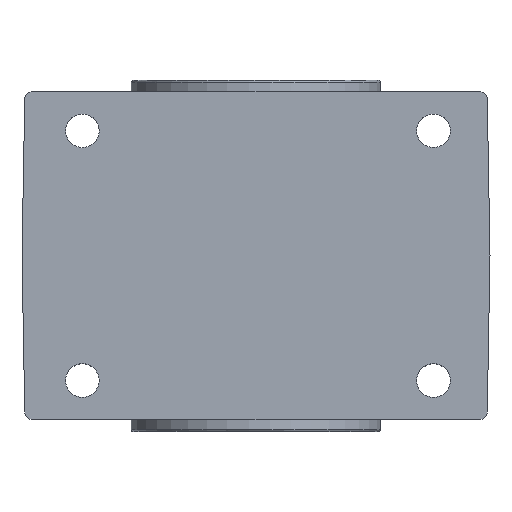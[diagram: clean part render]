
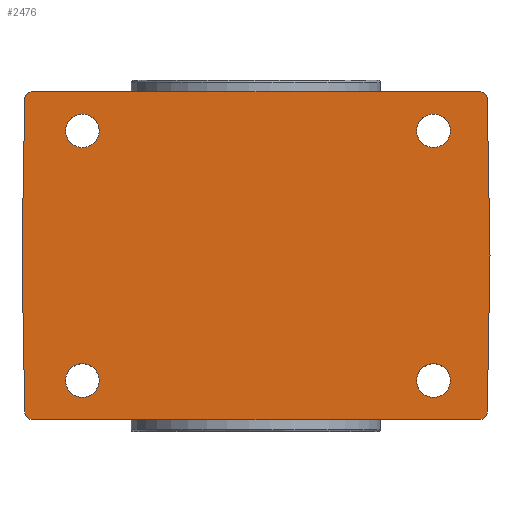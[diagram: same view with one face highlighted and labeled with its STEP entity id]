
A CAD part, top view. The second image highlights one B-rep face of the part: STEP entity #2476.
In plain terms, the highlighted planar face has unit normal (0, 0, 1).
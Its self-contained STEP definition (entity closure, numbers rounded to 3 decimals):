
#84=FACE_BOUND('',#344,.T.);
#85=FACE_BOUND('',#345,.T.);
#86=FACE_BOUND('',#346,.T.);
#87=FACE_BOUND('',#347,.T.);
#119=PLANE('',#2733);
#183=FACE_OUTER_BOUND('',#343,.T.);
#343=EDGE_LOOP('',(#1710,#1711,#1712,#1713,#1714,#1715,#1716,#1717,#1718,
#1719,#1720,#1721));
#344=EDGE_LOOP('',(#1722));
#345=EDGE_LOOP('',(#1723));
#346=EDGE_LOOP('',(#1724));
#347=EDGE_LOOP('',(#1725));
#551=CIRCLE('',#2734,1.);
#552=CIRCLE('',#2735,1.);
#553=CIRCLE('',#2736,1.);
#554=CIRCLE('',#2737,1.);
#555=CIRCLE('',#2738,2.15);
#556=CIRCLE('',#2739,2.15);
#557=CIRCLE('',#2740,2.15);
#558=CIRCLE('',#2741,2.15);
#697=LINE('',#3967,#878);
#698=LINE('',#3971,#879);
#699=LINE('',#3973,#880);
#700=LINE('',#3977,#881);
#701=LINE('',#3979,#882);
#702=LINE('',#3983,#883);
#703=LINE('',#3985,#884);
#704=LINE('',#3988,#885);
#878=VECTOR('',#3106,1000.);
#879=VECTOR('',#3109,1000.);
#880=VECTOR('',#3110,1000.);
#881=VECTOR('',#3113,1000.);
#882=VECTOR('',#3114,1000.);
#883=VECTOR('',#3117,1000.);
#884=VECTOR('',#3118,1000.);
#885=VECTOR('',#3121,1000.);
#1074=VERTEX_POINT('',#3965);
#1075=VERTEX_POINT('',#3966);
#1076=VERTEX_POINT('',#3968);
#1077=VERTEX_POINT('',#3970);
#1078=VERTEX_POINT('',#3972);
#1079=VERTEX_POINT('',#3974);
#1080=VERTEX_POINT('',#3976);
#1081=VERTEX_POINT('',#3978);
#1082=VERTEX_POINT('',#3980);
#1083=VERTEX_POINT('',#3982);
#1084=VERTEX_POINT('',#3984);
#1085=VERTEX_POINT('',#3986);
#1086=VERTEX_POINT('',#3989);
#1087=VERTEX_POINT('',#3991);
#1088=VERTEX_POINT('',#3993);
#1089=VERTEX_POINT('',#3995);
#1311=EDGE_CURVE('',#1074,#1075,#697,.T.);
#1312=EDGE_CURVE('',#1076,#1075,#551,.T.);
#1313=EDGE_CURVE('',#1076,#1077,#698,.T.);
#1314=EDGE_CURVE('',#1077,#1078,#699,.T.);
#1315=EDGE_CURVE('',#1079,#1078,#552,.T.);
#1316=EDGE_CURVE('',#1080,#1079,#700,.T.);
#1317=EDGE_CURVE('',#1081,#1080,#701,.T.);
#1318=EDGE_CURVE('',#1082,#1081,#553,.T.);
#1319=EDGE_CURVE('',#1082,#1083,#702,.T.);
#1320=EDGE_CURVE('',#1083,#1084,#703,.T.);
#1321=EDGE_CURVE('',#1085,#1084,#554,.T.);
#1322=EDGE_CURVE('',#1085,#1074,#704,.T.);
#1323=EDGE_CURVE('',#1086,#1086,#555,.T.);
#1324=EDGE_CURVE('',#1087,#1087,#556,.T.);
#1325=EDGE_CURVE('',#1088,#1088,#557,.T.);
#1326=EDGE_CURVE('',#1089,#1089,#558,.T.);
#1710=ORIENTED_EDGE('',*,*,#1311,.T.);
#1711=ORIENTED_EDGE('',*,*,#1312,.F.);
#1712=ORIENTED_EDGE('',*,*,#1313,.T.);
#1713=ORIENTED_EDGE('',*,*,#1314,.T.);
#1714=ORIENTED_EDGE('',*,*,#1315,.F.);
#1715=ORIENTED_EDGE('',*,*,#1316,.F.);
#1716=ORIENTED_EDGE('',*,*,#1317,.F.);
#1717=ORIENTED_EDGE('',*,*,#1318,.F.);
#1718=ORIENTED_EDGE('',*,*,#1319,.T.);
#1719=ORIENTED_EDGE('',*,*,#1320,.T.);
#1720=ORIENTED_EDGE('',*,*,#1321,.F.);
#1721=ORIENTED_EDGE('',*,*,#1322,.T.);
#1722=ORIENTED_EDGE('',*,*,#1323,.T.);
#1723=ORIENTED_EDGE('',*,*,#1324,.T.);
#1724=ORIENTED_EDGE('',*,*,#1325,.T.);
#1725=ORIENTED_EDGE('',*,*,#1326,.T.);
#2476=ADVANCED_FACE('',(#183,#84,#85,#86,#87),#119,.T.);
#2733=AXIS2_PLACEMENT_3D('',#3964,#3104,#3105);
#2734=AXIS2_PLACEMENT_3D('',#3969,#3107,#3108);
#2735=AXIS2_PLACEMENT_3D('',#3975,#3111,#3112);
#2736=AXIS2_PLACEMENT_3D('',#3981,#3115,#3116);
#2737=AXIS2_PLACEMENT_3D('',#3987,#3119,#3120);
#2738=AXIS2_PLACEMENT_3D('',#3990,#3122,#3123);
#2739=AXIS2_PLACEMENT_3D('',#3992,#3124,#3125);
#2740=AXIS2_PLACEMENT_3D('',#3994,#3126,#3127);
#2741=AXIS2_PLACEMENT_3D('',#3996,#3128,#3129);
#3104=DIRECTION('center_axis',(0.,0.,1.));
#3105=DIRECTION('ref_axis',(1.,0.,0.));
#3106=DIRECTION('',(1.,0.,0.));
#3107=DIRECTION('center_axis',(0.,0.,-1.));
#3108=DIRECTION('ref_axis',(1.,0.,0.));
#3109=DIRECTION('',(0.017,1.,0.));
#3110=DIRECTION('',(-0.017,1.,0.));
#3111=DIRECTION('center_axis',(0.,0.,-1.));
#3112=DIRECTION('ref_axis',(1.,0.,0.));
#3113=DIRECTION('',(1.,0.,0.));
#3114=DIRECTION('',(1.,0.,0.));
#3115=DIRECTION('center_axis',(0.,0.,-1.));
#3116=DIRECTION('ref_axis',(1.,0.,0.));
#3117=DIRECTION('',(-0.017,-1.,0.));
#3118=DIRECTION('',(0.017,-1.,0.));
#3119=DIRECTION('center_axis',(0.,0.,-1.));
#3120=DIRECTION('ref_axis',(1.,0.,0.));
#3121=DIRECTION('',(1.,0.,0.));
#3122=DIRECTION('center_axis',(0.,0.,-1.));
#3123=DIRECTION('ref_axis',(1.,0.,0.));
#3124=DIRECTION('center_axis',(0.,0.,-1.));
#3125=DIRECTION('ref_axis',(1.,0.,0.));
#3126=DIRECTION('center_axis',(0.,0.,-1.));
#3127=DIRECTION('ref_axis',(1.,0.,0.));
#3128=DIRECTION('center_axis',(0.,0.,-1.));
#3129=DIRECTION('ref_axis',(1.,0.,0.));
#3964=CARTESIAN_POINT('Origin',(0.,0.,3.));
#3965=CARTESIAN_POINT('',(0.,-21.,3.));
#3966=CARTESIAN_POINT('',(28.641,-21.,3.));
#3967=CARTESIAN_POINT('',(0.,-21.,3.));
#3968=CARTESIAN_POINT('',(29.641,-20.017,3.));
#3969=CARTESIAN_POINT('Origin',(28.641,-20.,3.));
#3970=CARTESIAN_POINT('',(29.99,0.,3.));
#3971=CARTESIAN_POINT('',(29.623,-21.,3.));
#3972=CARTESIAN_POINT('',(29.641,20.017,3.));
#3973=CARTESIAN_POINT('',(29.99,0.,3.));
#3974=CARTESIAN_POINT('',(28.641,21.,3.));
#3975=CARTESIAN_POINT('Origin',(28.641,20.,3.));
#3976=CARTESIAN_POINT('',(0.,21.,3.));
#3977=CARTESIAN_POINT('',(0.,21.,3.));
#3978=CARTESIAN_POINT('',(-28.641,21.,3.));
#3979=CARTESIAN_POINT('',(0.,21.,3.));
#3980=CARTESIAN_POINT('',(-29.641,20.017,3.));
#3981=CARTESIAN_POINT('Origin',(-28.641,20.,3.));
#3982=CARTESIAN_POINT('',(-29.99,0.,3.));
#3983=CARTESIAN_POINT('',(-29.99,0.,3.));
#3984=CARTESIAN_POINT('',(-29.641,-20.017,3.));
#3985=CARTESIAN_POINT('',(-29.623,-21.,3.));
#3986=CARTESIAN_POINT('',(-28.641,-21.,3.));
#3987=CARTESIAN_POINT('Origin',(-28.641,-20.,3.));
#3988=CARTESIAN_POINT('',(0.,-21.,3.));
#3989=CARTESIAN_POINT('',(-20.1,16.,3.));
#3990=CARTESIAN_POINT('Origin',(-22.25,16.,3.));
#3991=CARTESIAN_POINT('',(-20.1,-16.,3.));
#3992=CARTESIAN_POINT('Origin',(-22.25,-16.,3.));
#3993=CARTESIAN_POINT('',(24.9,-16.,3.));
#3994=CARTESIAN_POINT('Origin',(22.75,-16.,3.));
#3995=CARTESIAN_POINT('',(24.9,16.,3.));
#3996=CARTESIAN_POINT('Origin',(22.75,16.,3.));
